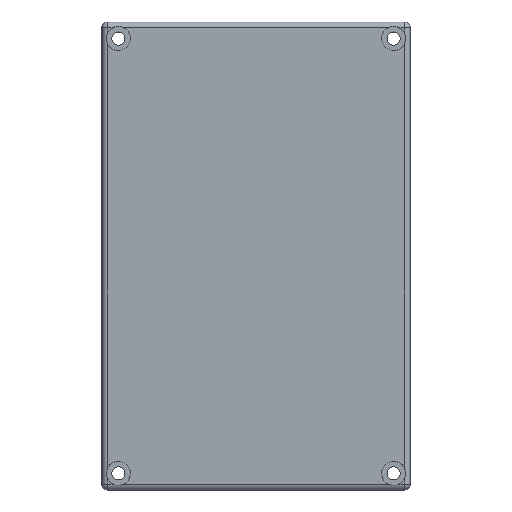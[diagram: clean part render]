
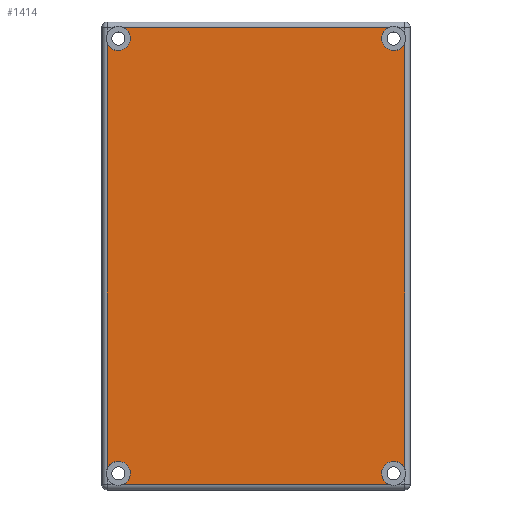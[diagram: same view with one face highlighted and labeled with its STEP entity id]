
A CAD part, top view. The second image highlights one B-rep face of the part: STEP entity #1414.
In plain terms, the highlighted planar face has unit normal (0, 0, 1).
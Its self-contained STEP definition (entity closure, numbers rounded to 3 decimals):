
#27=PLANE('',#1533);
#79=FACE_OUTER_BOUND('',#158,.T.);
#158=EDGE_LOOP('',(#999,#1000,#1001,#1002,#1003,#1004,#1005,#1006));
#247=CIRCLE('',#1526,2.2);
#251=CIRCLE('',#1534,2.2);
#252=CIRCLE('',#1535,2.2);
#253=CIRCLE('',#1536,2.2);
#313=LINE('',#2132,#441);
#317=LINE('',#2160,#445);
#321=LINE('',#2192,#449);
#325=LINE('',#2219,#453);
#441=VECTOR('',#1670,10.);
#445=VECTOR('',#1680,10.);
#449=VECTOR('',#1690,10.);
#453=VECTOR('',#1704,10.);
#578=VERTEX_POINT('',#2101);
#587=VERTEX_POINT('',#2127);
#588=VERTEX_POINT('',#2134);
#594=VERTEX_POINT('',#2152);
#595=VERTEX_POINT('',#2162);
#603=VERTEX_POINT('',#2187);
#604=VERTEX_POINT('',#2196);
#609=VERTEX_POINT('',#2212);
#727=EDGE_CURVE('',#587,#578,#313,.T.);
#735=EDGE_CURVE('',#594,#588,#317,.T.);
#745=EDGE_CURVE('',#603,#595,#321,.T.);
#754=EDGE_CURVE('',#609,#604,#325,.T.);
#759=EDGE_CURVE('',#603,#604,#247,.T.);
#764=EDGE_CURVE('',#594,#595,#251,.T.);
#765=EDGE_CURVE('',#609,#578,#252,.T.);
#766=EDGE_CURVE('',#587,#588,#253,.T.);
#999=ORIENTED_EDGE('',*,*,#735,.F.);
#1000=ORIENTED_EDGE('',*,*,#764,.T.);
#1001=ORIENTED_EDGE('',*,*,#745,.F.);
#1002=ORIENTED_EDGE('',*,*,#759,.T.);
#1003=ORIENTED_EDGE('',*,*,#754,.F.);
#1004=ORIENTED_EDGE('',*,*,#765,.T.);
#1005=ORIENTED_EDGE('',*,*,#727,.F.);
#1006=ORIENTED_EDGE('',*,*,#766,.T.);
#1414=ADVANCED_FACE('',(#79),#27,.T.);
#1526=AXIS2_PLACEMENT_3D('',#2228,#1721,#1722);
#1533=AXIS2_PLACEMENT_3D('',#2237,#1736,#1737);
#1534=AXIS2_PLACEMENT_3D('',#2238,#1738,#1739);
#1535=AXIS2_PLACEMENT_3D('',#2239,#1740,#1741);
#1536=AXIS2_PLACEMENT_3D('',#2240,#1742,#1743);
#1670=DIRECTION('',(0.,-1.,0.));
#1680=DIRECTION('',(1.,0.,0.));
#1690=DIRECTION('',(0.,1.,0.));
#1704=DIRECTION('',(-1.,0.,0.));
#1721=DIRECTION('center_axis',(0.,0.,-1.));
#1722=DIRECTION('ref_axis',(1.,0.,0.));
#1736=DIRECTION('center_axis',(0.,0.,1.));
#1737=DIRECTION('ref_axis',(1.,0.,0.));
#1738=DIRECTION('center_axis',(0.,0.,-1.));
#1739=DIRECTION('ref_axis',(1.,0.,0.));
#1740=DIRECTION('center_axis',(0.,0.,-1.));
#1741=DIRECTION('ref_axis',(-1.,0.,0.));
#1742=DIRECTION('center_axis',(0.,0.,-1.));
#1743=DIRECTION('ref_axis',(-1.,0.,0.));
#2101=CARTESIAN_POINT('',(11.,-13.083,12.75));
#2127=CARTESIAN_POINT('',(11.,64.083,12.75));
#2132=CARTESIAN_POINT('',(11.,25.5,12.75));
#2134=CARTESIAN_POINT('',(8.083,67.,12.75));
#2152=CARTESIAN_POINT('',(-40.083,67.,12.75));
#2160=CARTESIAN_POINT('',(-2.5,67.,12.75));
#2162=CARTESIAN_POINT('',(-43.,64.083,12.75));
#2187=CARTESIAN_POINT('',(-43.,-13.083,12.75));
#2192=CARTESIAN_POINT('',(-43.,25.5,12.75));
#2196=CARTESIAN_POINT('',(-40.083,-16.,12.75));
#2212=CARTESIAN_POINT('',(8.083,-16.,12.75));
#2219=CARTESIAN_POINT('',(-2.5,-16.,12.75));
#2228=CARTESIAN_POINT('Origin',(-41.,-14.,12.75));
#2237=CARTESIAN_POINT('Origin',(-3.,25.5,12.75));
#2238=CARTESIAN_POINT('Origin',(-41.,65.,12.75));
#2239=CARTESIAN_POINT('Origin',(9.,-14.,12.75));
#2240=CARTESIAN_POINT('Origin',(9.,65.,12.75));
